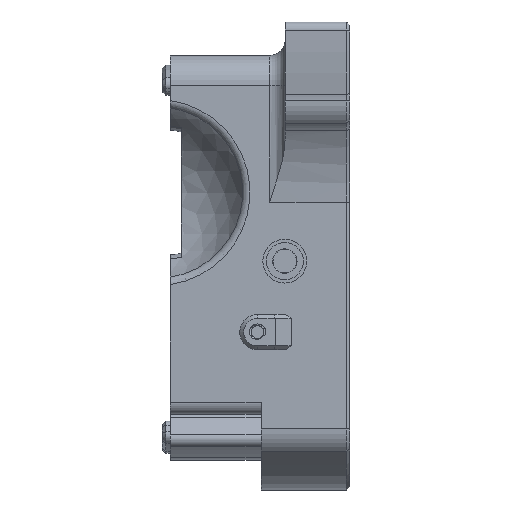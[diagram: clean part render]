
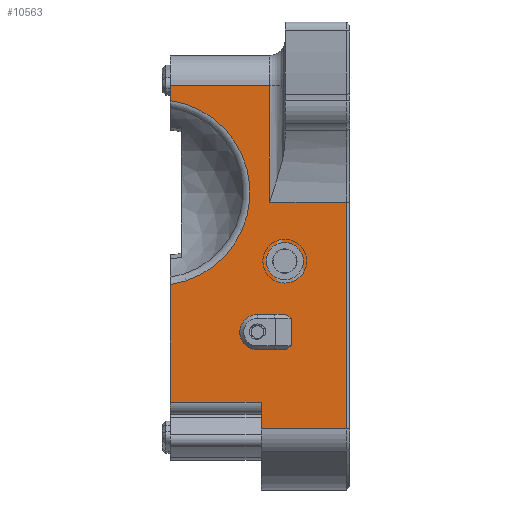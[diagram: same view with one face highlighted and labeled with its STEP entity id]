
A CAD part, front view. The second image highlights one B-rep face of the part: STEP entity #10563.
In plain terms, the highlighted planar face has unit normal (0, -1, 0).
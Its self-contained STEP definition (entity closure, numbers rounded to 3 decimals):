
#99=FACE_BOUND('',#2024,.T.);
#100=FACE_BOUND('',#2025,.T.);
#162=PLANE('',#11575);
#1397=FACE_OUTER_BOUND('',#2023,.T.);
#2023=EDGE_LOOP('',(#9077,#9078,#9079,#9080,#9081,#9082,#9083,#9084,#9085,
#9086,#9087));
#2024=EDGE_LOOP('',(#9088,#9089,#9090,#9091,#9092,#9093));
#2025=EDGE_LOOP('',(#9094));
#2487=LINE('',#19528,#3163);
#2495=LINE('',#19545,#3171);
#2501=LINE('',#19559,#3177);
#2503=LINE('',#19565,#3179);
#2504=LINE('',#20483,#3180);
#2592=LINE('',#20968,#3268);
#2685=LINE('',#21541,#3361);
#2713=LINE('',#21667,#3389);
#2714=LINE('',#21670,#3390);
#2715=LINE('',#21672,#3391);
#2716=LINE('',#21674,#3392);
#2717=LINE('',#21676,#3393);
#2718=LINE('',#21678,#3394);
#2719=LINE('',#21682,#3395);
#2720=LINE('',#21683,#3396);
#3163=VECTOR('',#13102,10.);
#3171=VECTOR('',#13114,10.);
#3177=VECTOR('',#13130,10.);
#3179=VECTOR('',#13138,10.);
#3180=VECTOR('',#13147,10.);
#3268=VECTOR('',#13485,10.);
#3361=VECTOR('',#13912,10.);
#3389=VECTOR('',#14004,10.);
#3390=VECTOR('',#14007,10.);
#3391=VECTOR('',#14008,12.);
#3392=VECTOR('',#14009,10.);
#3393=VECTOR('',#14010,10.);
#3394=VECTOR('',#14011,10.);
#3395=VECTOR('',#14014,10.);
#3396=VECTOR('',#14015,10.);
#3795=CIRCLE('',#11245,2.25);
#3983=CIRCLE('',#11576,11.782);
#3984=CIRCLE('',#11577,2.35);
#4646=VERTEX_POINT('',#19525);
#4647=VERTEX_POINT('',#19527);
#4653=VERTEX_POINT('',#19542);
#4654=VERTEX_POINT('',#19544);
#4657=VERTEX_POINT('',#19557);
#4658=VERTEX_POINT('',#19561);
#4802=VERTEX_POINT('',#20965);
#4803=VERTEX_POINT('',#20967);
#4949=VERTEX_POINT('',#21535);
#4950=VERTEX_POINT('',#21539);
#4969=VERTEX_POINT('',#21669);
#4970=VERTEX_POINT('',#21671);
#4971=VERTEX_POINT('',#21673);
#4972=VERTEX_POINT('',#21675);
#4973=VERTEX_POINT('',#21677);
#4974=VERTEX_POINT('',#21679);
#4975=VERTEX_POINT('',#21681);
#4976=VERTEX_POINT('',#21684);
#5936=EDGE_CURVE('',#4646,#4647,#2487,.F.);
#5944=EDGE_CURVE('',#4653,#4654,#2495,.F.);
#5952=EDGE_CURVE('',#4646,#4657,#2501,.T.);
#5954=EDGE_CURVE('',#4657,#4658,#3795,.T.);
#5955=EDGE_CURVE('',#4658,#4654,#2503,.T.);
#5964=EDGE_CURVE('',#4653,#4647,#2504,.T.);
#6148=EDGE_CURVE('',#4803,#4802,#2592,.T.);
#6362=EDGE_CURVE('',#4949,#4950,#2685,.T.);
#6405=EDGE_CURVE('',#4802,#4950,#2713,.T.);
#6406=EDGE_CURVE('',#4949,#4969,#2714,.T.);
#6407=EDGE_CURVE('',#4969,#4970,#2715,.T.);
#6408=EDGE_CURVE('',#4971,#4970,#2716,.T.);
#6409=EDGE_CURVE('',#4971,#4972,#2717,.T.);
#6410=EDGE_CURVE('',#4972,#4973,#2718,.T.);
#6411=EDGE_CURVE('',#4974,#4973,#3983,.T.);
#6412=EDGE_CURVE('',#4974,#4975,#2719,.T.);
#6413=EDGE_CURVE('',#4803,#4975,#2720,.T.);
#6414=EDGE_CURVE('',#4976,#4976,#3984,.T.);
#9077=ORIENTED_EDGE('',*,*,#6362,.F.);
#9078=ORIENTED_EDGE('',*,*,#6406,.T.);
#9079=ORIENTED_EDGE('',*,*,#6407,.T.);
#9080=ORIENTED_EDGE('',*,*,#6408,.F.);
#9081=ORIENTED_EDGE('',*,*,#6409,.T.);
#9082=ORIENTED_EDGE('',*,*,#6410,.T.);
#9083=ORIENTED_EDGE('',*,*,#6411,.F.);
#9084=ORIENTED_EDGE('',*,*,#6412,.T.);
#9085=ORIENTED_EDGE('',*,*,#6413,.F.);
#9086=ORIENTED_EDGE('',*,*,#6148,.T.);
#9087=ORIENTED_EDGE('',*,*,#6405,.T.);
#9088=ORIENTED_EDGE('',*,*,#5964,.T.);
#9089=ORIENTED_EDGE('',*,*,#5936,.F.);
#9090=ORIENTED_EDGE('',*,*,#5952,.T.);
#9091=ORIENTED_EDGE('',*,*,#5954,.T.);
#9092=ORIENTED_EDGE('',*,*,#5955,.T.);
#9093=ORIENTED_EDGE('',*,*,#5944,.F.);
#9094=ORIENTED_EDGE('',*,*,#6414,.T.);
#10563=ADVANCED_FACE('',(#1397,#99,#100),#162,.F.);
#11245=AXIS2_PLACEMENT_3D('',#19563,#13134,#13135);
#11575=AXIS2_PLACEMENT_3D('',#21668,#14005,#14006);
#11576=AXIS2_PLACEMENT_3D('',#21680,#14012,#14013);
#11577=AXIS2_PLACEMENT_3D('',#21685,#14016,#14017);
#13102=DIRECTION('',(-0.816,0.,-0.577));
#13114=DIRECTION('',(0.816,0.,-0.577));
#13130=DIRECTION('',(-1.,0.,0.));
#13134=DIRECTION('center_axis',(0.,1.,0.));
#13135=DIRECTION('ref_axis',(1.,0.,0.));
#13138=DIRECTION('',(1.,0.,0.));
#13147=DIRECTION('',(0.,0.,-1.));
#13485=DIRECTION('',(0.,0.,-1.));
#13912=DIRECTION('',(0.,0.,-1.));
#14004=DIRECTION('',(1.,0.,0.));
#14005=DIRECTION('center_axis',(0.,1.,0.));
#14006=DIRECTION('ref_axis',(0.,0.,-1.));
#14007=DIRECTION('',(-1.,0.,0.));
#14008=DIRECTION('',(-1.,0.,0.));
#14009=DIRECTION('',(0.,0.,-1.));
#14010=DIRECTION('',(-1.,0.,0.));
#14011=DIRECTION('',(0.,0.,-1.));
#14012=DIRECTION('center_axis',(0.,-1.,0.));
#14013=DIRECTION('ref_axis',(1.,0.,0.));
#14014=DIRECTION('',(0.,0.,-1.));
#14015=DIRECTION('',(-1.,0.,0.));
#14016=DIRECTION('center_axis',(0.,1.,0.));
#14017=DIRECTION('ref_axis',(-1.,0.,0.));
#19525=CARTESIAN_POINT('',(0.093,-22.1,-101.004));
#19527=CARTESIAN_POINT('',(0.8,-22.1,-100.504));
#19528=CARTESIAN_POINT('',(6.824,-22.1,-96.244));
#19542=CARTESIAN_POINT('',(0.8,-22.1,-97.004));
#19544=CARTESIAN_POINT('',(0.093,-22.1,-96.504));
#19545=CARTESIAN_POINT('',(-0.39,-22.1,-96.163));
#19557=CARTESIAN_POINT('',(-3.45,-22.1,-101.004));
#19559=CARTESIAN_POINT('',(2.375,-22.1,-101.004));
#19561=CARTESIAN_POINT('',(-3.45,-22.1,-96.504));
#19563=CARTESIAN_POINT('Origin',(-3.45,-22.1,-98.754));
#19565=CARTESIAN_POINT('',(4.5,-22.1,-96.504));
#20483=CARTESIAN_POINT('',(0.8,-22.1,-91.852));
#20965=CARTESIAN_POINT('',(-3.,-22.1,-110.997));
#20967=CARTESIAN_POINT('',(-3.,-22.1,-107.664));
#20968=CARTESIAN_POINT('',(-3.,-22.1,-102.501));
#21535=CARTESIAN_POINT('',(7.8,-22.1,-82.299));
#21539=CARTESIAN_POINT('',(7.8,-22.1,-110.997));
#21541=CARTESIAN_POINT('',(7.8,-22.1,-85.596));
#21667=CARTESIAN_POINT('',(0.,-22.1,-110.997));
#21668=CARTESIAN_POINT('Origin',(8.2,-22.1,-82.7));
#21669=CARTESIAN_POINT('',(2.2,-22.1,-82.299));
#21670=CARTESIAN_POINT('',(8.2,-22.1,-82.299));
#21671=CARTESIAN_POINT('',(-1.954,-22.1,-82.299));
#21672=CARTESIAN_POINT('',(8.2,-22.1,-82.299));
#21673=CARTESIAN_POINT('',(-1.954,-22.1,-67.506));
#21674=CARTESIAN_POINT('',(-1.954,-22.1,-71.053));
#21675=CARTESIAN_POINT('',(-14.5,-22.1,-67.506));
#21676=CARTESIAN_POINT('',(4.1,-22.1,-67.506));
#21677=CARTESIAN_POINT('',(-14.5,-22.1,-69.407));
#21678=CARTESIAN_POINT('',(-14.5,-22.1,-93.131));
#21679=CARTESIAN_POINT('',(-14.5,-22.1,-92.724));
#21680=CARTESIAN_POINT('Origin',(-16.2,-22.1,-81.065));
#21681=CARTESIAN_POINT('',(-14.5,-22.1,-107.664));
#21682=CARTESIAN_POINT('',(-14.5,-22.1,-93.131));
#21683=CARTESIAN_POINT('',(-14.5,-22.1,-107.664));
#21684=CARTESIAN_POINT('',(2.35,-22.1,-89.754));
#21685=CARTESIAN_POINT('Origin',(0.,-22.1,
-89.754));
